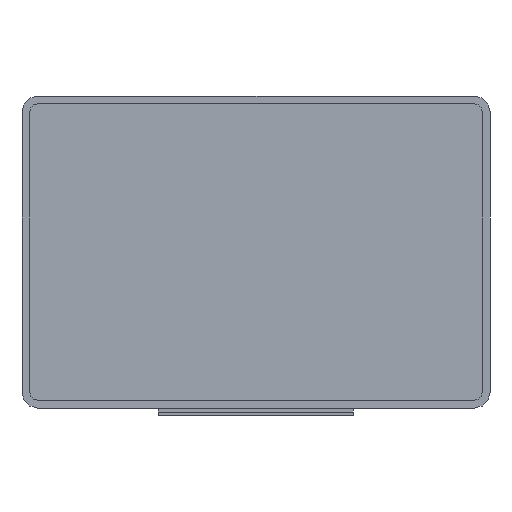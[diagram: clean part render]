
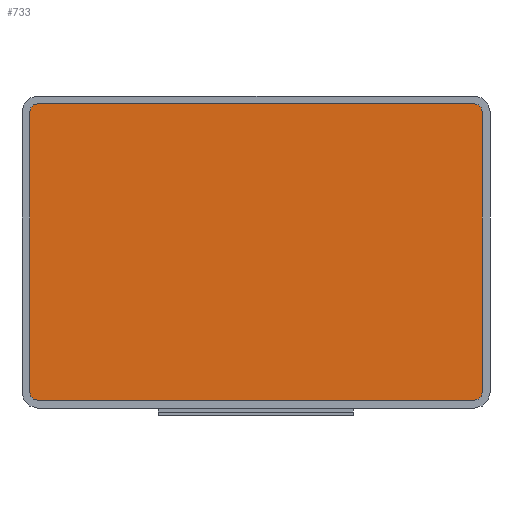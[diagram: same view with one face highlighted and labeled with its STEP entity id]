
A CAD part, front view. The second image highlights one B-rep face of the part: STEP entity #733.
In plain terms, the highlighted planar face has unit normal (0, -1, 0).
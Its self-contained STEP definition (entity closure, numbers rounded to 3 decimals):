
#77=PLANE('',#918);
#126=LINE('',#1257,#198);
#130=LINE('',#1269,#202);
#134=LINE('',#1281,#206);
#138=LINE('',#1292,#210);
#198=VECTOR('',#1050,1000.);
#202=VECTOR('',#1062,1000.);
#206=VECTOR('',#1074,1000.);
#210=VECTOR('',#1086,1000.);
#363=ORIENTED_EDGE('',*,*,#477,.F.);
#364=ORIENTED_EDGE('',*,*,#498,.F.);
#365=ORIENTED_EDGE('',*,*,#495,.F.);
#366=ORIENTED_EDGE('',*,*,#492,.F.);
#367=ORIENTED_EDGE('',*,*,#489,.F.);
#368=ORIENTED_EDGE('',*,*,#486,.F.);
#369=ORIENTED_EDGE('',*,*,#483,.F.);
#370=ORIENTED_EDGE('',*,*,#480,.F.);
#477=EDGE_CURVE('',#557,#558,#604,.T.);
#480=EDGE_CURVE('',#558,#560,#126,.T.);
#483=EDGE_CURVE('',#560,#562,#606,.T.);
#486=EDGE_CURVE('',#562,#564,#130,.T.);
#489=EDGE_CURVE('',#564,#566,#608,.T.);
#492=EDGE_CURVE('',#566,#568,#134,.T.);
#495=EDGE_CURVE('',#568,#570,#610,.T.);
#498=EDGE_CURVE('',#570,#557,#138,.T.);
#557=VERTEX_POINT('',#1250);
#558=VERTEX_POINT('',#1252);
#560=VERTEX_POINT('',#1258);
#562=VERTEX_POINT('',#1264);
#564=VERTEX_POINT('',#1270);
#566=VERTEX_POINT('',#1276);
#568=VERTEX_POINT('',#1282);
#570=VERTEX_POINT('',#1288);
#604=CIRCLE('',#904,0.1);
#606=CIRCLE('',#908,0.1);
#608=CIRCLE('',#912,0.1);
#610=CIRCLE('',#916,0.1);
#639=EDGE_LOOP('',(#363,#364,#365,#366,#367,#368,#369,#370));
#681=FACE_BOUND('',#639,.T.);
#733=ADVANCED_FACE('',(#681),#77,.F.);
#904=AXIS2_PLACEMENT_3D('',#1251,#1044,#1045);
#908=AXIS2_PLACEMENT_3D('',#1263,#1056,#1057);
#912=AXIS2_PLACEMENT_3D('',#1275,#1068,#1069);
#916=AXIS2_PLACEMENT_3D('',#1287,#1080,#1081);
#918=AXIS2_PLACEMENT_3D('',#1293,#1087,#1088);
#1044=DIRECTION('',(0.,1.,0.));
#1045=DIRECTION('',(1.,0.,0.));
#1050=DIRECTION('',(1.,0.,0.));
#1056=DIRECTION('',(0.,1.,0.));
#1057=DIRECTION('',(-1.,0.,0.));
#1062=DIRECTION('',(0.,0.,-1.));
#1068=DIRECTION('',(0.,1.,0.));
#1069=DIRECTION('',(1.,0.,0.));
#1074=DIRECTION('',(-1.,0.,0.));
#1080=DIRECTION('',(0.,1.,0.));
#1081=DIRECTION('',(1.,0.,0.));
#1086=DIRECTION('',(0.,0.,1.));
#1087=DIRECTION('',(0.,1.,0.));
#1088=DIRECTION('',(0.,0.,1.));
#1250=CARTESIAN_POINT('',(-2.9,-499.995,1.8));
#1251=CARTESIAN_POINT('',(-2.8,-499.995,1.8));
#1252=CARTESIAN_POINT('',(-2.8,-499.995,1.9));
#1257=CARTESIAN_POINT('',(-2.8,-499.995,1.9));
#1258=CARTESIAN_POINT('',(2.8,-499.995,1.9));
#1263=CARTESIAN_POINT('',(2.8,-499.995,1.8));
#1264=CARTESIAN_POINT('',(2.9,-499.995,1.8));
#1269=CARTESIAN_POINT('',(2.9,-499.995,1.8));
#1270=CARTESIAN_POINT('',(2.9,-499.995,-1.8));
#1275=CARTESIAN_POINT('',(2.8,-499.995,-1.8));
#1276=CARTESIAN_POINT('',(2.8,-499.995,-1.9));
#1281=CARTESIAN_POINT('',(2.8,-499.995,-1.9));
#1282=CARTESIAN_POINT('',(-2.8,-499.995,-1.9));
#1287=CARTESIAN_POINT('',(-2.8,-499.995,-1.8));
#1288=CARTESIAN_POINT('',(-2.9,-499.995,-1.8));
#1292=CARTESIAN_POINT('',(-2.9,-499.995,-1.8));
#1293=CARTESIAN_POINT('',(-2.8,-499.995,1.8));
